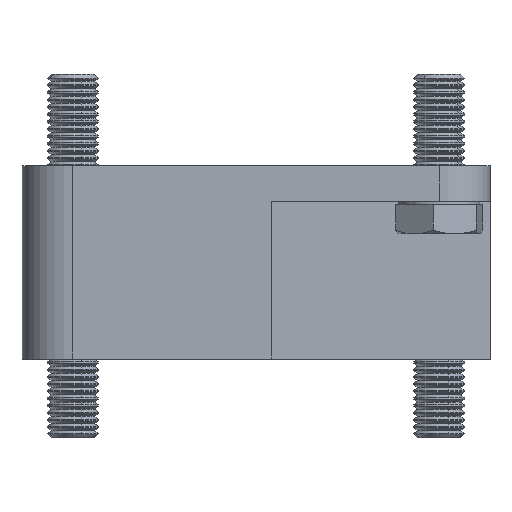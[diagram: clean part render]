
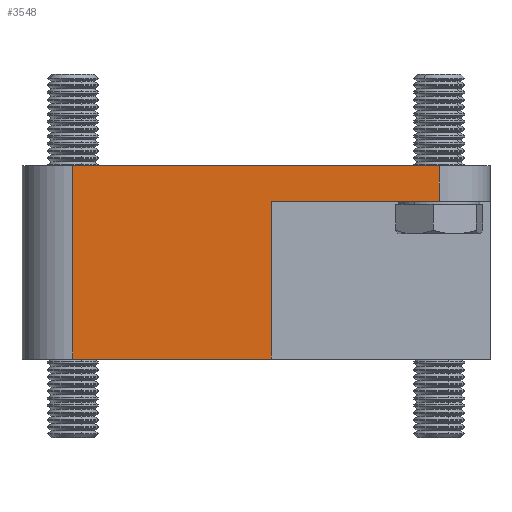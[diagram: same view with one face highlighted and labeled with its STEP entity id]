
A CAD part, front view. The second image highlights one B-rep face of the part: STEP entity #3548.
In plain terms, the highlighted planar face has unit normal (0, -1, 0).
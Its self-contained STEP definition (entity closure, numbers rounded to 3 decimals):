
#346 = VERTEX_POINT ( 'NONE', #1139 ) ;
#948 = FACE_OUTER_BOUND ( 'NONE', #10954, .T. ) ;
#1139 = CARTESIAN_POINT ( 'NONE',  ( 3.002, -46., -41. ) ) ;
#1510 = CARTESIAN_POINT ( 'NONE',  ( 36., -46., -41. ) ) ;
#1660 = CARTESIAN_POINT ( 'NONE',  ( 36., -46., -72. ) ) ;
#2217 = EDGE_CURVE ( 'NONE', #346, #6609, #12268, .T. ) ;
#2625 = VERTEX_POINT ( 'NONE', #1510 ) ;
#2661 = VECTOR ( 'NONE', #10705, 1000. ) ;
#2778 = CARTESIAN_POINT ( 'NONE',  ( 3.002, -46., -41. ) ) ;
#2865 = LINE ( 'NONE', #6999, #5558 ) ;
#3396 = VECTOR ( 'NONE', #4652, 1000. ) ;
#3548 = ADVANCED_FACE ( 'NONE', ( #948 ), #7354, .T. ) ;
#3603 = CARTESIAN_POINT ( 'NONE',  ( 36., -46., -34. ) ) ;
#3826 = EDGE_CURVE ( 'NONE', #7490, #6609, #7005, .T. ) ;
#3916 = LINE ( 'NONE', #9591, #2661 ) ;
#4293 = VERTEX_POINT ( 'NONE', #14160 ) ;
#4652 = DIRECTION ( 'NONE',  ( 1., 0., 0. ) ) ;
#4768 = DIRECTION ( 'NONE',  ( 0., 0., 1. ) ) ;
#4829 = CARTESIAN_POINT ( 'NONE',  ( 3.002, -46., -72. ) ) ;
#5151 = CARTESIAN_POINT ( 'NONE',  ( -36., -46., -72. ) ) ;
#5558 = VECTOR ( 'NONE', #4768, 1000. ) ;
#6170 = DIRECTION ( 'NONE',  ( 0., 0., 1. ) ) ;
#6319 = DIRECTION ( 'NONE',  ( 0., 0., -1. ) ) ;
#6387 = CARTESIAN_POINT ( 'NONE',  ( 36., -46., -34. ) ) ;
#6609 = VERTEX_POINT ( 'NONE', #4829 ) ;
#6699 = CARTESIAN_POINT ( 'NONE',  ( 36., -46., -72. ) ) ;
#6999 = CARTESIAN_POINT ( 'NONE',  ( 36., -46., -72. ) ) ;
#7005 = LINE ( 'NONE', #6699, #14597 ) ;
#7354 = PLANE ( 'NONE',  #8416 ) ;
#7490 = VERTEX_POINT ( 'NONE', #5151 ) ;
#8028 = VECTOR ( 'NONE', #8962, 1000. ) ;
#8376 = VECTOR ( 'NONE', #6319, 1000. ) ;
#8416 = AXIS2_PLACEMENT_3D ( 'NONE', #1660, #11929, #6170 ) ;
#8480 = EDGE_CURVE ( 'NONE', #2625, #346, #3916, .T. ) ;
#8500 = ORIENTED_EDGE ( 'NONE', *, *, #12371, .F. ) ;
#8539 = ORIENTED_EDGE ( 'NONE', *, *, #3826, .T. ) ;
#8962 = DIRECTION ( 'NONE',  ( 0., 0., 1. ) ) ;
#9000 = ORIENTED_EDGE ( 'NONE', *, *, #2217, .F. ) ;
#9591 = CARTESIAN_POINT ( 'NONE',  ( 46., -46., -41. ) ) ;
#10073 = DIRECTION ( 'NONE',  ( 1., 0., 0. ) ) ;
#10094 = ORIENTED_EDGE ( 'NONE', *, *, #11786, .T. ) ;
#10398 = ORIENTED_EDGE ( 'NONE', *, *, #11613, .F. ) ;
#10705 = DIRECTION ( 'NONE',  ( -1., 0., 0. ) ) ;
#10789 = LINE ( 'NONE', #3603, #3396 ) ;
#10954 = EDGE_LOOP ( 'NONE', ( #9000, #13535, #10094, #8500, #10398, #8539 ) ) ;
#11373 = LINE ( 'NONE', #13457, #8028 ) ;
#11613 = EDGE_CURVE ( 'NONE', #7490, #4293, #11373, .T. ) ;
#11786 = EDGE_CURVE ( 'NONE', #2625, #11912, #2865, .T. ) ;
#11912 = VERTEX_POINT ( 'NONE', #6387 ) ;
#11929 = DIRECTION ( 'NONE',  ( 0., -1., 0. ) ) ;
#12268 = LINE ( 'NONE', #2778, #8376 ) ;
#12371 = EDGE_CURVE ( 'NONE', #4293, #11912, #10789, .T. ) ;
#13457 = CARTESIAN_POINT ( 'NONE',  ( -36., -46., -72. ) ) ;
#13535 = ORIENTED_EDGE ( 'NONE', *, *, #8480, .F. ) ;
#14160 = CARTESIAN_POINT ( 'NONE',  ( -36., -46., -34. ) ) ;
#14597 = VECTOR ( 'NONE', #10073, 1000. ) ;
